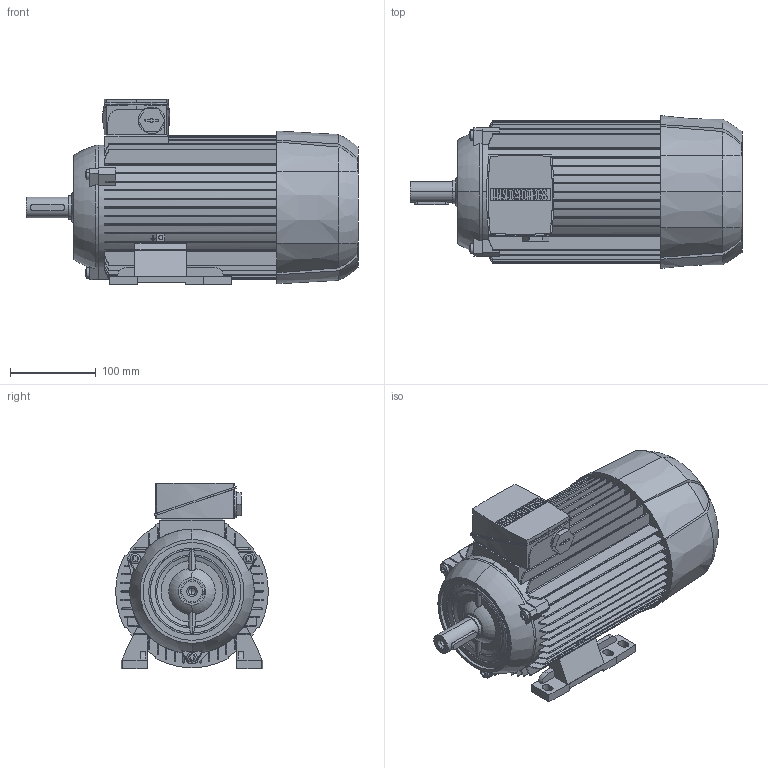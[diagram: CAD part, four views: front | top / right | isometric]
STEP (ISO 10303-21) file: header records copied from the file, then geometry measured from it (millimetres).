
FILE_DESCRIPTION(('STEP AP214'),'1');
FILE_NAME('cctmp_B64794DE-FFBB-416C-A6F8-868D498B4674_2024_08_11_01_43_24_0699..stp','2024-08-11T01:43:25',('SIEMENS A&D'),('CADClick - www.CADClick.com'),'Spatial InterOp 3D',' ','unknown authorization');
FILE_SCHEMA(('AUTOMOTIVE_DESIGN'));
Length unit declared in the file: millimetre
Products named in the file (1): 2024_08_11_01_43_24_0699
Bounding box: 387 x 178 x 216 mm (x, y, z)
Volume: 6654745.1 mm3; surface area: 469918.9 mm2
Topology: 1 solids, 1 shells, 772 faces, 2163 edges, 1429 vertices
Faces by surface type: plane 492, cylinder 192, torus 66, cone 22
Entity records: 32877 total; most frequent: CARTESIAN_POINT 6480, ORIENTED_EDGE 4322, DIRECTION 4172, EDGE_CURVE 2161, VERTEX_POINT 1429, AXIS2_PLACEMENT_3D 1396, LINE 1380, VECTOR 1380
